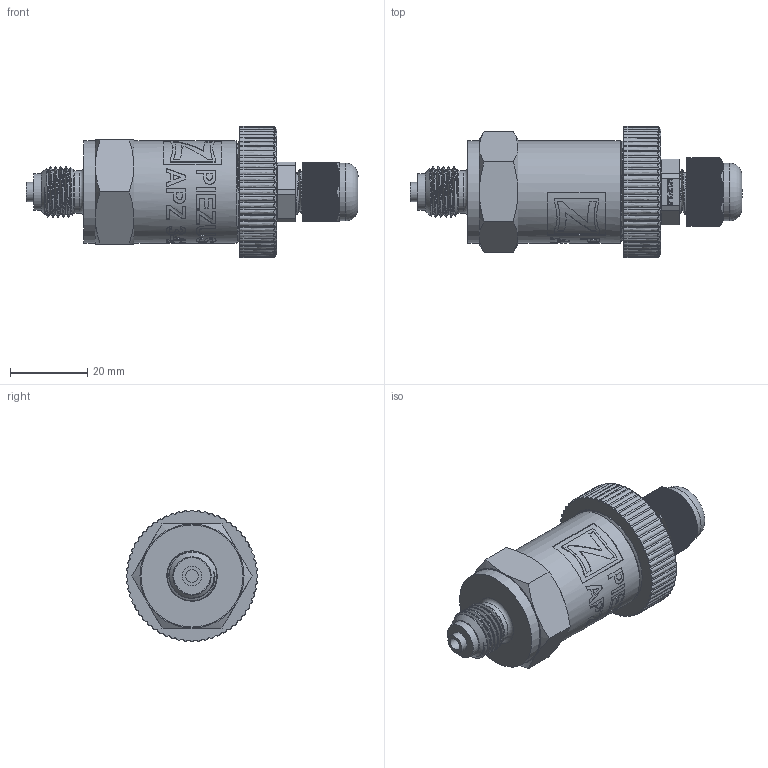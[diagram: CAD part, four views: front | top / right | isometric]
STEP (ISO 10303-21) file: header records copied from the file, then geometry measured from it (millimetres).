
FILE_DESCRIPTION(/* description */ (''),/* implementation_level */ '2;1');
FILE_NAME(/* name */ 'APZ3420_G1''4EN_CableGland.step',/* time_stamp */ '2021-06-18T15:13:48+03:00',/* author */ (''),/* organization */ (''),/* preprocessor_version */ 'ST-DEVELOPER v18.1',/* originating_system */ 'Autodesk Translation Framework v10.9.0.1377',/* authorisation */ '');
FILE_SCHEMA (('AUTOMOTIVE_DESIGN { 1 0 10303 214 3 1 1 }'));
Products named in the file (8): APZ3420_; G 1/4 EN; OMAL nut M27x1.5; Ш100.000.001; M12x1.5 Cable gland; Cable gland; Rubber gasket; M12 Domed nut
Assembly tree (7 placements, depth 3):
  APZ3420_
    G 1/4 EN
    OMAL nut M27x1.5
    Ш100.000.001
    M12x1.5 Cable gland
      Cable gland
      Rubber gasket
      M12 Domed nut
Bounding box: 86.16 x 34 x 34 mm (x, y, z)
Volume: 35997.6 mm3; surface area: 16112.5 mm2
Topology: 6 solids, 6 shells, 2680 faces, 7866 edges, 5246 vertices
Faces by surface type: plane 1481, cylinder 769, bspline 400, cone 26, torus 3, sphere 1
Full cylindrical faces by diameter (mm): 1 x6, 3.3 x1, 5 x1, 7.5 x1, 8 x1, 9.5 x1, 9.976 x5, 10 x6, 10.376 x4, 10.526 x3, 11 x1, 11.445 x4, 11.6 x4, 12 x5, 12.203 x3, 12.6 x1, 15 x1, 17 x1, 21.4 x2, 22.3 x1, 22.4 x1, 24.5 x1, 25.132 x4, 25.526 x4, 26.5 x5, 27.208 x5
Entity records: 114617 total; most frequent: CARTESIAN_POINT 46514, ORIENTED_EDGE 15732, DIRECTION 12248, EDGE_CURVE 7866, VERTEX_POINT 5246, LINE 4272, VECTOR 4272, AXIS2_PLACEMENT_3D 3988
